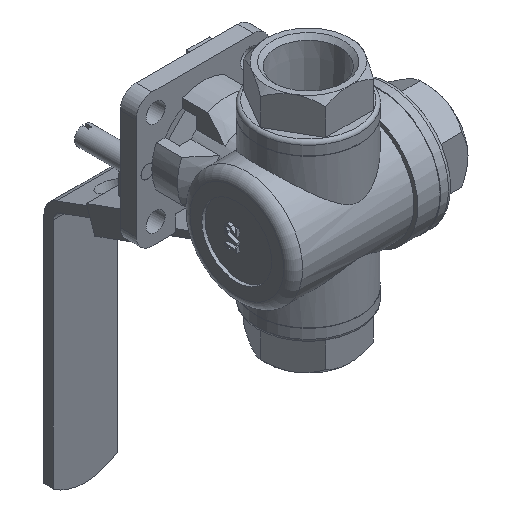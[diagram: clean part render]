
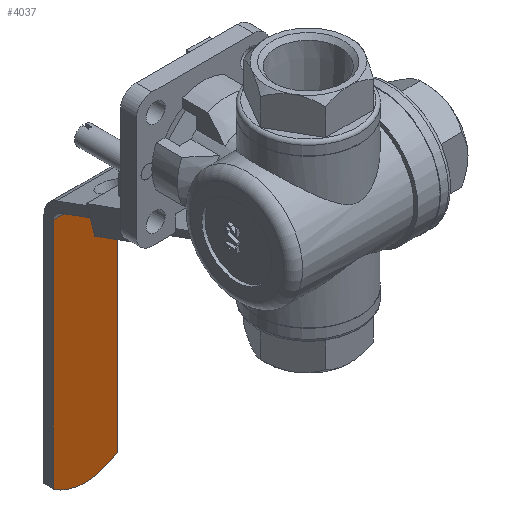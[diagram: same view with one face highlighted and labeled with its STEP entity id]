
A CAD part, isometric view. The second image highlights one B-rep face of the part: STEP entity #4037.
In plain terms, the highlighted planar face has unit normal (0, -1, 0).
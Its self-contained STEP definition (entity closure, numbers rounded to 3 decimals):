
#322=CIRCLE('',#4450,17.);
#1240=ORIENTED_EDGE('',*,*,#1889,.T.);
#1241=ORIENTED_EDGE('',*,*,#1945,.T.);
#1242=ORIENTED_EDGE('',*,*,#1912,.T.);
#1243=ORIENTED_EDGE('',*,*,#1946,.T.);
#1889=EDGE_CURVE('',#2323,#2322,#2647,.T.);
#1912=EDGE_CURVE('',#2340,#2339,#2665,.T.);
#1945=EDGE_CURVE('',#2322,#2340,#322,.F.);
#1946=EDGE_CURVE('',#2339,#2323,#2693,.T.);
#2322=VERTEX_POINT('',#6832);
#2323=VERTEX_POINT('',#6834);
#2339=VERTEX_POINT('',#6876);
#2340=VERTEX_POINT('',#6878);
#2647=LINE('',#6833,#2999);
#2665=LINE('',#6877,#3017);
#2693=LINE('',#6940,#3045);
#2999=VECTOR('',#5345,1000.);
#3017=VECTOR('',#5381,1000.);
#3045=VECTOR('',#5435,1000.);
#3351=EDGE_LOOP('',(#1240,#1241,#1242,#1243));
#3651=FACE_BOUND('',#3351,.T.);
#3820=PLANE('',#4449);
#4037=ADVANCED_FACE('',(#3651),#3820,.F.);
#4449=AXIS2_PLACEMENT_3D('',#6938,#5431,#5432);
#4450=AXIS2_PLACEMENT_3D('',#6939,#5433,#5434);
#5345=DIRECTION('',(0.,0.,-1.));
#5381=DIRECTION('',(0.,0.,1.));
#5431=DIRECTION('',(0.,1.,0.));
#5432=DIRECTION('',(0.,0.,1.));
#5433=DIRECTION('',(0.,1.,0.));
#5434=DIRECTION('',(0.,0.,1.));
#5435=DIRECTION('',(-1.,0.,0.));
#6832=CARTESIAN_POINT('',(-10.,32.,-108.748));
#6833=CARTESIAN_POINT('',(-10.,32.,-33.25));
#6834=CARTESIAN_POINT('',(-10.,32.,-35.351));
#6876=CARTESIAN_POINT('',(10.,32.,-35.351));
#6877=CARTESIAN_POINT('',(10.,32.,-33.25));
#6878=CARTESIAN_POINT('',(10.,32.,-108.748));
#6938=CARTESIAN_POINT('',(38.5,32.,-33.25));
#6939=CARTESIAN_POINT('',(0.,32.,-95.));
#6940=CARTESIAN_POINT('',(13.,32.,-35.351));
